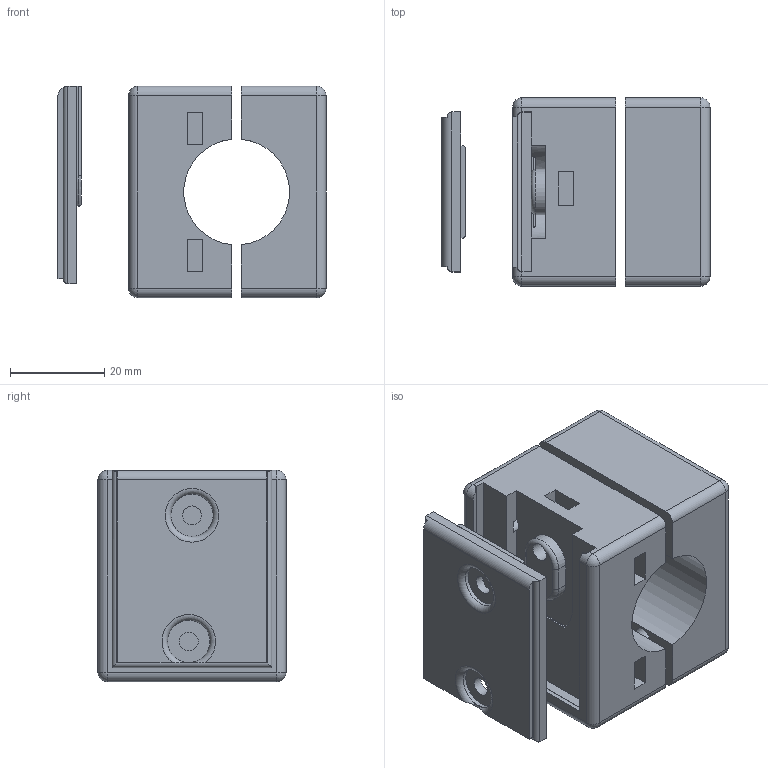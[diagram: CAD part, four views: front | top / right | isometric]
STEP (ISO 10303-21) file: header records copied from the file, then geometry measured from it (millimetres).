
FILE_DESCRIPTION(/* description */ (''),/* implementation_level */ '2;1');
FILE_NAME(/* name */ 'drzak na motorku v4.step',/* time_stamp */ '2023-01-05T22:11:35+01:00',/* author */ (''),/* organization */ (''),/* preprocessor_version */ 'ST-DEVELOPER v19.2',/* originating_system */ 'Autodesk Translation Framework v11.17.0.187',/* authorisation */ '');
FILE_SCHEMA (('AUTOMOTIVE_DESIGN { 1 0 10303 214 3 1 1 }'));
Length unit declared in the file: millimetre
Products named in the file (1): drzak na motorku
Bounding box: 57 x 40 x 45 mm (x, y, z)
Volume: 51416.7 mm3; surface area: 22745.5 mm2
Topology: 4 solids, 4 shells, 178 faces, 434 edges, 276 vertices
Faces by surface type: plane 93, cylinder 67, torus 10, sphere 8
Full cylindrical faces by diameter (mm): 3.4 x8, 3.95 x4, 4 x8, 9 x6
Entity records: 5439 total; most frequent: CARTESIAN_POINT 1046, DIRECTION 933, ORIENTED_EDGE 868, EDGE_CURVE 434, AXIS2_PLACEMENT_3D 335, VERTEX_POINT 276, LINE 263, VECTOR 263
